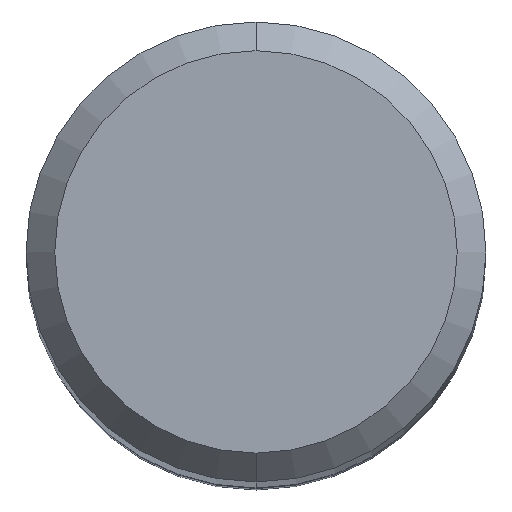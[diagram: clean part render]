
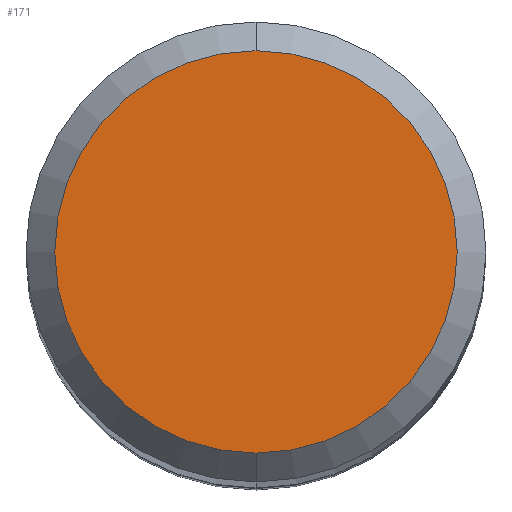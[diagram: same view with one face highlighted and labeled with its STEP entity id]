
A CAD part, top view. The second image highlights one B-rep face of the part: STEP entity #171.
In plain terms, the highlighted planar face has unit normal (0, 0, 1).
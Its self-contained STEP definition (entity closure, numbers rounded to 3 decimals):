
#163=EDGE_CURVE('',#339,#185,#397,.T.);
#171=ADVANCED_FACE('',(#405),#406,.T.);
#185=VERTEX_POINT('',#423);
#243=EDGE_CURVE('',#185,#339,#492,.T.);
#339=VERTEX_POINT('',#597);
#397=CIRCLE('',#653,2.8);
#405=FACE_OUTER_BOUND('',#665,.T.);
#406=PLANE('',#666);
#423=CARTESIAN_POINT('',(0.0,2.8,0.0));
#492=CIRCLE('',#772,2.8);
#597=CARTESIAN_POINT('',(0.,-2.8,0.0));
#653=AXIS2_PLACEMENT_3D('',#960,#961,#962);
#665=EDGE_LOOP('',(#966,#967));
#666=AXIS2_PLACEMENT_3D('',#968,#969,#970);
#772=AXIS2_PLACEMENT_3D('',#1089,#1090,#1091);
#960=CARTESIAN_POINT('',(0.0,0.0,0.0));
#961=DIRECTION('',(0.0,0.0,-1.0));
#962=DIRECTION('',(0.0,1.0,0.0));
#966=ORIENTED_EDGE('',*,*,#243,.F.);
#967=ORIENTED_EDGE('',*,*,#163,.F.);
#968=CARTESIAN_POINT('',(0.0,1.4,0.0));
#969=DIRECTION('',(-0.0,0.0,1.0));
#970=DIRECTION('',(0.0,-1.0,0.0));
#1089=CARTESIAN_POINT('',(0.0,0.0,0.0));
#1090=DIRECTION('',(0.0,0.0,-1.0));
#1091=DIRECTION('',(0.0,1.0,0.0));
